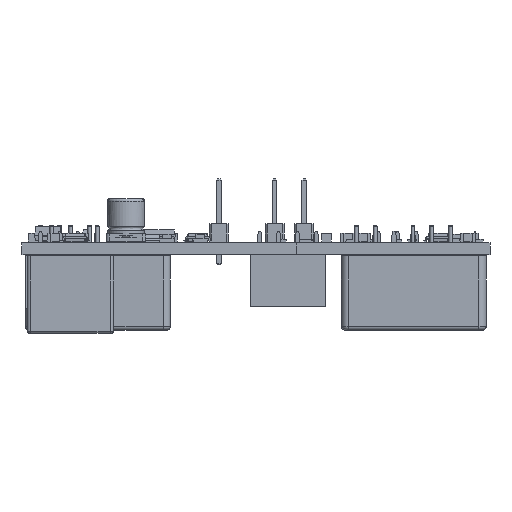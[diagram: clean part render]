
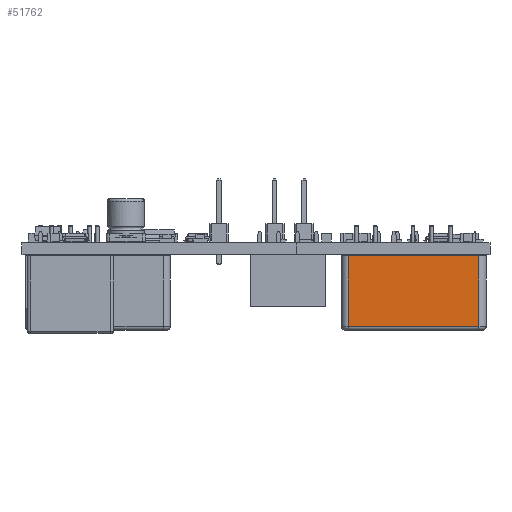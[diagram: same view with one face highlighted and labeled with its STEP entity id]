
A CAD part, left-side view. The second image highlights one B-rep face of the part: STEP entity #51762.
In plain terms, the highlighted face is planar.
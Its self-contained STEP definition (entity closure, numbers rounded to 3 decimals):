
#51338 = PLANE('',#51339);
#51339 = AXIS2_PLACEMENT_3D('',#51340,#51341,#51342);
#51340 = CARTESIAN_POINT('',(-1.77,-7.72,0.1));
#51341 = DIRECTION('',(0.,0.,-1.));
#51342 = DIRECTION('',(0.,-1.,0.));
#51384 = EDGE_CURVE('',#51385,#51387,#51389,.T.);
#51385 = VERTEX_POINT('',#51386);
#51386 = CARTESIAN_POINT('',(1.23,1.055,0.1));
#51387 = VERTEX_POINT('',#51388);
#51388 = CARTESIAN_POINT('',(1.23,-16.495,0.1));
#51389 = SURFACE_CURVE('',#51390,(#51394,#51401),.PCURVE_S1.);
#51390 = LINE('',#51391,#51392);
#51391 = CARTESIAN_POINT('',(1.23,2.03,0.1));
#51392 = VECTOR('',#51393,1.);
#51393 = DIRECTION('',(0.,-1.,0.));
#51394 = PCURVE('',#51338,#51395);
#51395 = DEFINITIONAL_REPRESENTATION('',(#51396),#51400);
#51396 = LINE('',#51397,#51398);
#51397 = CARTESIAN_POINT('',(-9.75,-3.));
#51398 = VECTOR('',#51399,1.);
#51399 = DIRECTION('',(1.,0.));
#51400 = ( GEOMETRIC_REPRESENTATION_CONTEXT(2) 
PARAMETRIC_REPRESENTATION_CONTEXT() REPRESENTATION_CONTEXT('2D SPACE',''
  ) );
#51401 = PCURVE('',#51402,#51407);
#51402 = PLANE('',#51403);
#51403 = AXIS2_PLACEMENT_3D('',#51404,#51405,#51406);
#51404 = CARTESIAN_POINT('',(1.23,2.03,0.1));
#51405 = DIRECTION('',(1.,0.,0.));
#51406 = DIRECTION('',(0.,-1.,0.));
#51407 = DEFINITIONAL_REPRESENTATION('',(#51408),#51412);
#51408 = LINE('',#51409,#51410);
#51409 = CARTESIAN_POINT('',(0.,0.));
#51410 = VECTOR('',#51411,1.);
#51411 = DIRECTION('',(1.,0.));
#51412 = ( GEOMETRIC_REPRESENTATION_CONTEXT(2) 
PARAMETRIC_REPRESENTATION_CONTEXT() REPRESENTATION_CONTEXT('2D SPACE',''
  ) );
#51435 = CYLINDRICAL_SURFACE('',#51436,0.975);
#51436 = AXIS2_PLACEMENT_3D('',#51437,#51438,#51439);
#51437 = CARTESIAN_POINT('',(0.255,-16.495,0.1));
#51438 = DIRECTION('',(0.,0.,1.));
#51439 = DIRECTION('',(0.,-1.,0.));
#51608 = CYLINDRICAL_SURFACE('',#51609,0.975);
#51609 = AXIS2_PLACEMENT_3D('',#51610,#51611,#51612);
#51610 = CARTESIAN_POINT('',(0.255,1.055,0.1));
#51611 = DIRECTION('',(0.,0.,1.));
#51612 = DIRECTION('',(1.,0.,-0.));
#51762 = ADVANCED_FACE('',(#51763),#51402,.T.);
#51763 = FACE_BOUND('',#51764,.T.);
#51764 = EDGE_LOOP('',(#51765,#51788,#51816,#51837));
#51765 = ORIENTED_EDGE('',*,*,#51766,.T.);
#51766 = EDGE_CURVE('',#51385,#51767,#51769,.T.);
#51767 = VERTEX_POINT('',#51768);
#51768 = CARTESIAN_POINT('',(1.23,1.055,9.613));
#51769 = SURFACE_CURVE('',#51770,(#51774,#51781),.PCURVE_S1.);
#51770 = LINE('',#51771,#51772);
#51771 = CARTESIAN_POINT('',(1.23,1.055,0.1));
#51772 = VECTOR('',#51773,1.);
#51773 = DIRECTION('',(0.,0.,1.));
#51774 = PCURVE('',#51402,#51775);
#51775 = DEFINITIONAL_REPRESENTATION('',(#51776),#51780);
#51776 = LINE('',#51777,#51778);
#51777 = CARTESIAN_POINT('',(0.975,0.));
#51778 = VECTOR('',#51779,1.);
#51779 = DIRECTION('',(0.,-1.));
#51780 = ( GEOMETRIC_REPRESENTATION_CONTEXT(2) 
PARAMETRIC_REPRESENTATION_CONTEXT() REPRESENTATION_CONTEXT('2D SPACE',''
  ) );
#51781 = PCURVE('',#51608,#51782);
#51782 = DEFINITIONAL_REPRESENTATION('',(#51783),#51787);
#51783 = LINE('',#51784,#51785);
#51784 = CARTESIAN_POINT('',(0.,0.));
#51785 = VECTOR('',#51786,1.);
#51786 = DIRECTION('',(0.,1.));
#51787 = ( GEOMETRIC_REPRESENTATION_CONTEXT(2) 
PARAMETRIC_REPRESENTATION_CONTEXT() REPRESENTATION_CONTEXT('2D SPACE',''
  ) );
#51788 = ORIENTED_EDGE('',*,*,#51789,.T.);
#51789 = EDGE_CURVE('',#51767,#51790,#51792,.T.);
#51790 = VERTEX_POINT('',#51791);
#51791 = CARTESIAN_POINT('',(1.23,-16.495,9.613));
#51792 = SURFACE_CURVE('',#51793,(#51797,#51804),.PCURVE_S1.);
#51793 = LINE('',#51794,#51795);
#51794 = CARTESIAN_POINT('',(1.23,1.055,9.613));
#51795 = VECTOR('',#51796,1.);
#51796 = DIRECTION('',(0.,-1.,0.));
#51797 = PCURVE('',#51402,#51798);
#51798 = DEFINITIONAL_REPRESENTATION('',(#51799),#51803);
#51799 = LINE('',#51800,#51801);
#51800 = CARTESIAN_POINT('',(0.975,-9.513));
#51801 = VECTOR('',#51802,1.);
#51802 = DIRECTION('',(1.,0.));
#51803 = ( GEOMETRIC_REPRESENTATION_CONTEXT(2) 
PARAMETRIC_REPRESENTATION_CONTEXT() REPRESENTATION_CONTEXT('2D SPACE',''
  ) );
#51804 = PCURVE('',#51805,#51810);
#51805 = CYLINDRICAL_SURFACE('',#51806,0.488);
#51806 = AXIS2_PLACEMENT_3D('',#51807,#51808,#51809);
#51807 = CARTESIAN_POINT('',(0.743,1.055,9.613));
#51808 = DIRECTION('',(0.,-1.,0.));
#51809 = DIRECTION('',(1.,0.,0.));
#51810 = DEFINITIONAL_REPRESENTATION('',(#51811),#51815);
#51811 = LINE('',#51812,#51813);
#51812 = CARTESIAN_POINT('',(0.,0.));
#51813 = VECTOR('',#51814,1.);
#51814 = DIRECTION('',(0.,1.));
#51815 = ( GEOMETRIC_REPRESENTATION_CONTEXT(2) 
PARAMETRIC_REPRESENTATION_CONTEXT() REPRESENTATION_CONTEXT('2D SPACE',''
  ) );
#51816 = ORIENTED_EDGE('',*,*,#51817,.F.);
#51817 = EDGE_CURVE('',#51387,#51790,#51818,.T.);
#51818 = SURFACE_CURVE('',#51819,(#51823,#51830),.PCURVE_S1.);
#51819 = LINE('',#51820,#51821);
#51820 = CARTESIAN_POINT('',(1.23,-16.495,0.1));
#51821 = VECTOR('',#51822,1.);
#51822 = DIRECTION('',(0.,0.,1.));
#51823 = PCURVE('',#51402,#51824);
#51824 = DEFINITIONAL_REPRESENTATION('',(#51825),#51829);
#51825 = LINE('',#51826,#51827);
#51826 = CARTESIAN_POINT('',(18.525,0.));
#51827 = VECTOR('',#51828,1.);
#51828 = DIRECTION('',(0.,-1.));
#51829 = ( GEOMETRIC_REPRESENTATION_CONTEXT(2) 
PARAMETRIC_REPRESENTATION_CONTEXT() REPRESENTATION_CONTEXT('2D SPACE',''
  ) );
#51830 = PCURVE('',#51435,#51831);
#51831 = DEFINITIONAL_REPRESENTATION('',(#51832),#51836);
#51832 = LINE('',#51833,#51834);
#51833 = CARTESIAN_POINT('',(1.571,0.));
#51834 = VECTOR('',#51835,1.);
#51835 = DIRECTION('',(0.,1.));
#51836 = ( GEOMETRIC_REPRESENTATION_CONTEXT(2) 
PARAMETRIC_REPRESENTATION_CONTEXT() REPRESENTATION_CONTEXT('2D SPACE',''
  ) );
#51837 = ORIENTED_EDGE('',*,*,#51384,.F.);
